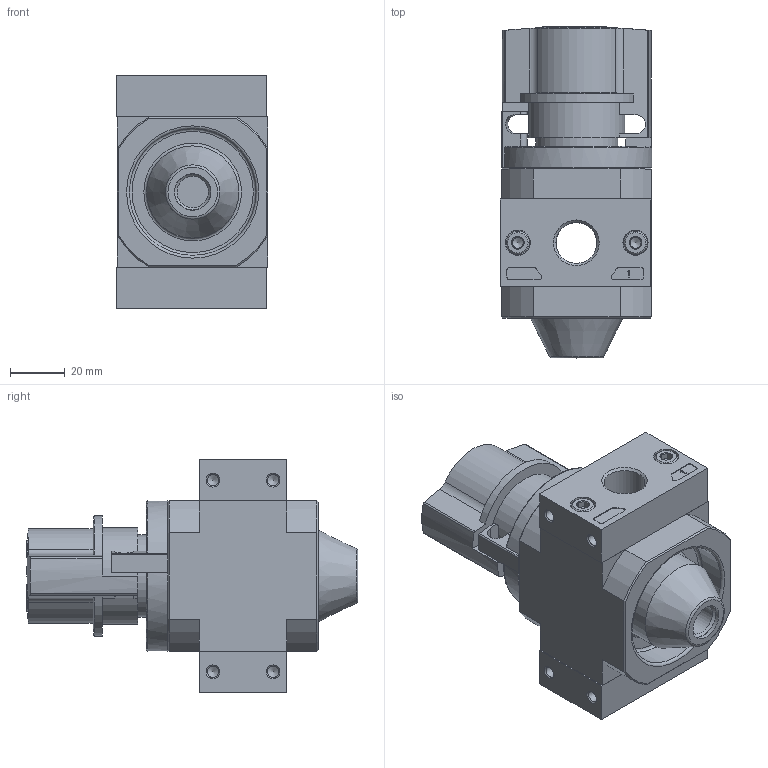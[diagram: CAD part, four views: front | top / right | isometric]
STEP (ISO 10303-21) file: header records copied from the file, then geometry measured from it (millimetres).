
FILE_DESCRIPTION(/* description */ ('STEP AP214'),/* implementation_level */ '2;1');
FILE_NAME(/* name */ '162809_HE-3_8-D-MIDI',/* time_stamp */ '2024-08-29T02:46:13+02:00',/* author */ ('License CC BY-ND 4.0'),/* organization */ ('CADENAS'),/* preprocessor_version */ 'ST-DEVELOPER v19.3',/* originating_system */ 'PARTsolutions',/* authorisation */ ' ');
FILE_SCHEMA (('AUTOMOTIVE_DESIGN {1 0 10303 214 3 1 1}'));
Length unit declared in the file: millimetre
Products named in the file (6): 162809 HE-3/8-D-MIDI; 360721 HE-MIDI; 369989 LF-D-MIDI; 380297 PBL-3/8-D-MIDI-L---(1) p1; DIN-912 - M5x18(F); 380299 PBL-3/8-D-MIDI-R---(0) p1
Assembly tree (9 placements, depth 2):
  162809 HE-3/8-D-MIDI
    360721 HE-MIDI
    369989 LF-D-MIDI  x2
    380297 PBL-3/8-D-MIDI-L---(1) p1
    DIN-912 - M5x18(F)  x4
    380299 PBL-3/8-D-MIDI-R---(0) p1
Bounding box: 55.5 x 121.28 x 85 mm (x, y, z)
Volume: 249835.8 mm3; surface area: 58897.7 mm2
Topology: 9 solids, 9 shells, 474 faces, 1117 edges, 693 vertices
Faces by surface type: plane 258, cylinder 105, cone 90, torus 12, sphere 9
Full cylindrical faces by diameter (mm): 4.134 x8, 5 x4, 7.3 x4, 7.5 x2, 8 x4, 8.2 x4, 8.5 x4, 11.445 x1, 13.3 x1, 14.95 x2, 23.9 x1, 24 x1, 24.9 x1, 26.7 x1, 29.7 x1, 30 x1, 31.1 x1, 33.7 x1, 35.2 x1, 46.3 x1
Entity records: 12467 total; most frequent: CARTESIAN_POINT 1931, DIRECTION 1919, ORIENTED_EDGE 1658, EDGE_CURVE 829, AXIS2_PLACEMENT_3D 745, VERTEX_POINT 581, FACE_BOUND 514, EDGE_LOOP 507
